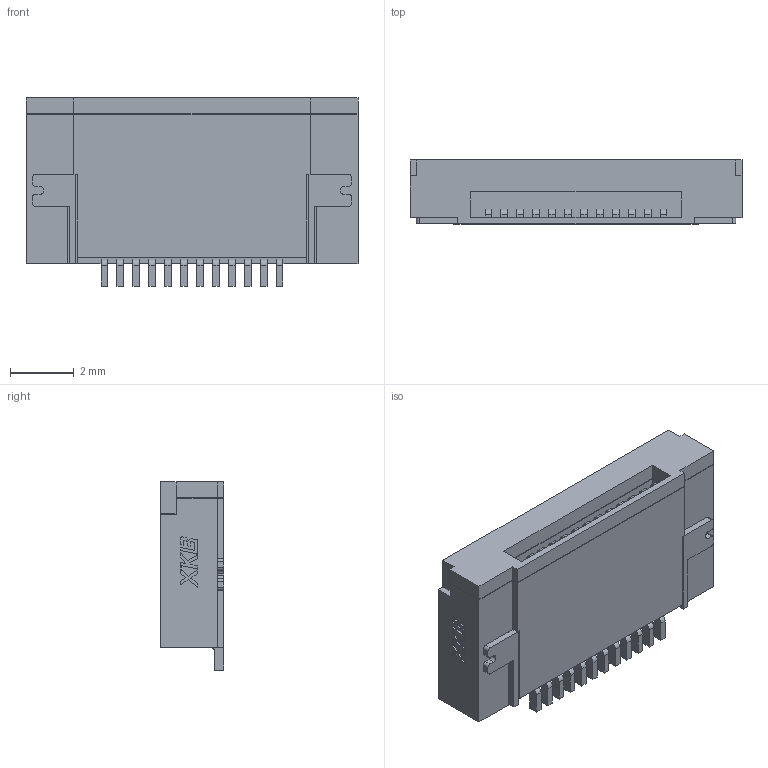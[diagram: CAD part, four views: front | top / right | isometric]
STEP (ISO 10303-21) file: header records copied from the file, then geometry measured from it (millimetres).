
FILE_DESCRIPTION(('STEP AP242'),'1');
FILE_NAME('x05a20l12t.stp','2021-08-22T13:12:28',('TraceParts'),('TraceParts S.A.'),'Spatial InterOp 3D',' ',' ');
FILE_SCHEMA(('AP242_MANAGED_MODEL_BASED_3D_ENGINEERING_MIM_LF {1 0 10303 442 1 1 4}'));
Length unit declared in the file: millimetre
Products named in the file (1): x05a20l12t
Bounding box: 10.4 x 2 x 5.9 mm (x, y, z)
Volume: 90.6 mm3; surface area: 323.8 mm2
Topology: 1 solids, 1 shells, 366 faces, 1127 edges, 734 vertices
Faces by surface type: plane 312, cylinder 54
Entity records: 12454 total; most frequent: ORIENTED_EDGE 2254, CARTESIAN_POINT 2228, DIRECTION 1969, EDGE_CURVE 1127, LINE 1019, VECTOR 1019, VERTEX_POINT 734, AXIS2_PLACEMENT_3D 475
